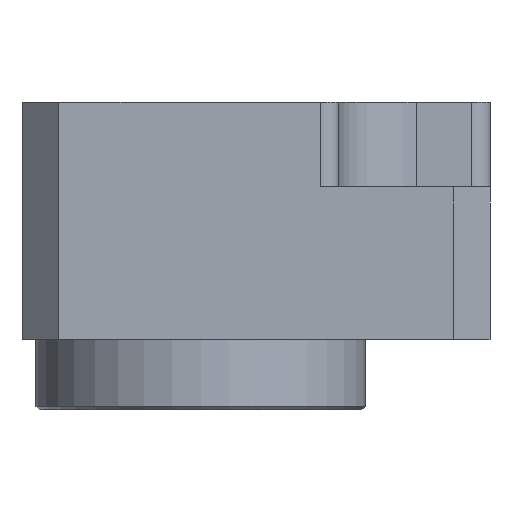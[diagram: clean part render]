
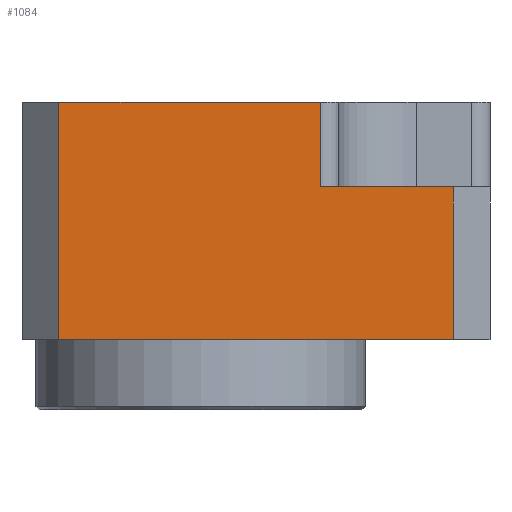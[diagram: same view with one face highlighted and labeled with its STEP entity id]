
A CAD part, front view. The second image highlights one B-rep face of the part: STEP entity #1084.
In plain terms, the highlighted planar face has unit normal (0, -1, 0).
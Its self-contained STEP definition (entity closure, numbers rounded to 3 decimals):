
#1084=ADVANCED_FACE('',(#2102),#1661,.T.);
#1661=PLANE('',#10766);
#2102=FACE_OUTER_BOUND('',#2669,.T.);
#2669=EDGE_LOOP('',(#3759,#3760,#3761,#3762,#3763,#3764));
#3759=ORIENTED_EDGE('',*,*,#7870,.T.);
#3760=ORIENTED_EDGE('',*,*,#7871,.T.);
#3761=ORIENTED_EDGE('',*,*,#7872,.F.);
#3762=ORIENTED_EDGE('',*,*,#7873,.T.);
#3763=ORIENTED_EDGE('',*,*,#7814,.T.);
#3764=ORIENTED_EDGE('',*,*,#7874,.T.);
#6752=VERTEX_POINT('',#13915);
#6753=VERTEX_POINT('',#13917);
#6798=VERTEX_POINT('',#14037);
#6799=VERTEX_POINT('',#14038);
#6800=VERTEX_POINT('',#14040);
#6801=VERTEX_POINT('',#14042);
#7814=EDGE_CURVE('',#6753,#6752,#9284,.T.);
#7870=EDGE_CURVE('',#6798,#6799,#9320,.T.);
#7871=EDGE_CURVE('',#6799,#6800,#9321,.T.);
#7872=EDGE_CURVE('',#6801,#6800,#9322,.T.);
#7873=EDGE_CURVE('',#6801,#6753,#9323,.T.);
#7874=EDGE_CURVE('',#6752,#6798,#9324,.T.);
#9284=LINE('',#13916,#9983);
#9320=LINE('',#14036,#10019);
#9321=LINE('',#14039,#10020);
#9322=LINE('',#14041,#10021);
#9323=LINE('',#14043,#10022);
#9324=LINE('',#14044,#10023);
#9983=VECTOR('',#11643,1.);
#10019=VECTOR('',#11739,1.);
#10020=VECTOR('',#11740,1.);
#10021=VECTOR('',#11741,1.);
#10022=VECTOR('',#11742,1.);
#10023=VECTOR('',#11743,1.);
#10766=AXIS2_PLACEMENT_3D('',#14045,#11744,#11745);
#11643=DIRECTION('',(-1.,0.,0.));
#11739=DIRECTION('',(1.,0.,0.));
#11740=DIRECTION('',(0.,0.,1.));
#11741=DIRECTION('',(1.,0.,0.));
#11742=DIRECTION('',(0.,0.,1.));
#11743=DIRECTION('',(0.,0.,-1.));
#11744=DIRECTION('',(0.,-1.,0.));
#11745=DIRECTION('',(0.,0.,-1.));
#13915=CARTESIAN_POINT('',(1.,0.,6.45));
#13916=CARTESIAN_POINT('',(6.35,0.,6.45));
#13917=CARTESIAN_POINT('',(8.1,0.,6.45));
#14036=CARTESIAN_POINT('',(6.35,0.,0.));
#14037=CARTESIAN_POINT('',(1.,0.,0.));
#14038=CARTESIAN_POINT('',(11.7,0.,0.));
#14039=CARTESIAN_POINT('',(11.7,0.,0.));
#14040=CARTESIAN_POINT('',(11.7,0.,4.15));
#14041=CARTESIAN_POINT('',(8.6,0.,4.15));
#14042=CARTESIAN_POINT('',(8.1,0.,4.15));
#14043=CARTESIAN_POINT('',(8.1,0.,6.45));
#14044=CARTESIAN_POINT('',(1.,0.,0.));
#14045=CARTESIAN_POINT('',(6.35,0.,0.));
